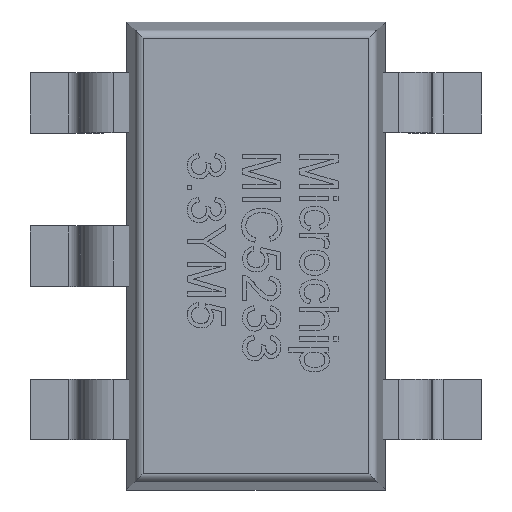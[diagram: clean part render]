
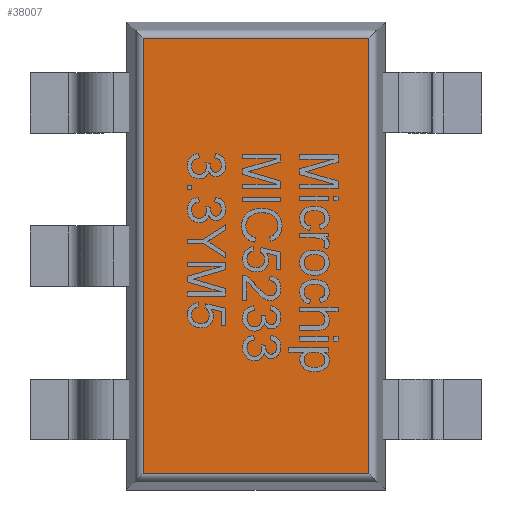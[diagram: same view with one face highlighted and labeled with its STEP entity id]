
A CAD part, top view. The second image highlights one B-rep face of the part: STEP entity #38007.
In plain terms, the highlighted planar face has unit normal (0, 0, 1).
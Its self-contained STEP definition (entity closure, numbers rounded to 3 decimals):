
#37591 = CYLINDRICAL_SURFACE('',#37592,0.05);
#37592 = AXIS2_PLACEMENT_3D('',#37593,#37594,#37595);
#37593 = CARTESIAN_POINT('',(-0.744,1.349,1.4));
#37594 = DIRECTION('',(1.,0.,0.));
#37595 = DIRECTION('',(0.,0.995,0.1));
#37684 = CYLINDRICAL_SURFACE('',#37685,0.05);
#37685 = AXIS2_PLACEMENT_3D('',#37686,#37687,#37688);
#37686 = CARTESIAN_POINT('',(0.699,1.394,1.4));
#37687 = DIRECTION('',(0.,-1.,0.));
#37688 = DIRECTION('',(0.995,0.,0.1));
#37738 = CYLINDRICAL_SURFACE('',#37739,0.05);
#37739 = AXIS2_PLACEMENT_3D('',#37740,#37741,#37742);
#37740 = CARTESIAN_POINT('',(-0.699,-1.394,1.4));
#37741 = DIRECTION('',(0.,1.,0.));
#37742 = DIRECTION('',(-0.995,0.,0.1));
#37754 = VERTEX_POINT('',#37755);
#37755 = CARTESIAN_POINT('',(-0.699,1.349,1.45));
#37789 = EDGE_CURVE('',#37754,#37790,#37792,.T.);
#37790 = VERTEX_POINT('',#37791);
#37791 = CARTESIAN_POINT('',(0.699,1.349,1.45));
#37792 = SURFACE_CURVE('',#37793,(#37797,#37804),.PCURVE_S1.);
#37793 = LINE('',#37794,#37795);
#37794 = CARTESIAN_POINT('',(-0.744,1.349,1.45));
#37795 = VECTOR('',#37796,1.);
#37796 = DIRECTION('',(1.,0.,0.));
#37797 = PCURVE('',#37591,#37798);
#37798 = DEFINITIONAL_REPRESENTATION('',(#37799),#37803);
#37799 = LINE('',#37800,#37801);
#37800 = CARTESIAN_POINT('',(1.471,0.));
#37801 = VECTOR('',#37802,1.);
#37802 = DIRECTION('',(0.,1.));
#37803 = ( GEOMETRIC_REPRESENTATION_CONTEXT(2) 
PARAMETRIC_REPRESENTATION_CONTEXT() REPRESENTATION_CONTEXT('2D SPACE',''
  ) );
#37804 = PCURVE('',#37805,#37810);
#37805 = PLANE('',#37806);
#37806 = AXIS2_PLACEMENT_3D('',#37807,#37808,#37809);
#37807 = CARTESIAN_POINT('',(0.,0.,1.45));
#37808 = DIRECTION('',(0.,0.,-1.));
#37809 = DIRECTION('',(-1.,0.,0.));
#37810 = DEFINITIONAL_REPRESENTATION('',(#37811),#37815);
#37811 = LINE('',#37812,#37813);
#37812 = CARTESIAN_POINT('',(0.744,1.349));
#37813 = VECTOR('',#37814,1.);
#37814 = DIRECTION('',(-1.,0.));
#37815 = ( GEOMETRIC_REPRESENTATION_CONTEXT(2) 
PARAMETRIC_REPRESENTATION_CONTEXT() REPRESENTATION_CONTEXT('2D SPACE',''
  ) );
#37872 = CYLINDRICAL_SURFACE('',#37873,0.05);
#37873 = AXIS2_PLACEMENT_3D('',#37874,#37875,#37876);
#37874 = CARTESIAN_POINT('',(0.744,-1.349,1.4));
#37875 = DIRECTION('',(-1.,0.,0.));
#37876 = DIRECTION('',(0.,0.,1.));
#37888 = EDGE_CURVE('',#37790,#37889,#37891,.T.);
#37889 = VERTEX_POINT('',#37890);
#37890 = CARTESIAN_POINT('',(0.699,-1.349,1.45));
#37891 = SURFACE_CURVE('',#37892,(#37896,#37903),.PCURVE_S1.);
#37892 = LINE('',#37893,#37894);
#37893 = CARTESIAN_POINT('',(0.699,1.394,1.45));
#37894 = VECTOR('',#37895,1.);
#37895 = DIRECTION('',(0.,-1.,0.));
#37896 = PCURVE('',#37684,#37897);
#37897 = DEFINITIONAL_REPRESENTATION('',(#37898),#37902);
#37898 = LINE('',#37899,#37900);
#37899 = CARTESIAN_POINT('',(1.471,0.));
#37900 = VECTOR('',#37901,1.);
#37901 = DIRECTION('',(0.,1.));
#37902 = ( GEOMETRIC_REPRESENTATION_CONTEXT(2) 
PARAMETRIC_REPRESENTATION_CONTEXT() REPRESENTATION_CONTEXT('2D SPACE',''
  ) );
#37903 = PCURVE('',#37805,#37904);
#37904 = DEFINITIONAL_REPRESENTATION('',(#37905),#37909);
#37905 = LINE('',#37906,#37907);
#37906 = CARTESIAN_POINT('',(-0.699,1.394));
#37907 = VECTOR('',#37908,1.);
#37908 = DIRECTION('',(0.,-1.));
#37909 = ( GEOMETRIC_REPRESENTATION_CONTEXT(2) 
PARAMETRIC_REPRESENTATION_CONTEXT() REPRESENTATION_CONTEXT('2D SPACE',''
  ) );
#37950 = VERTEX_POINT('',#37951);
#37951 = CARTESIAN_POINT('',(-0.699,-1.349,1.45));
#37985 = EDGE_CURVE('',#37950,#37754,#37986,.T.);
#37986 = SURFACE_CURVE('',#37987,(#37991,#37998),.PCURVE_S1.);
#37987 = LINE('',#37988,#37989);
#37988 = CARTESIAN_POINT('',(-0.699,-1.394,1.45));
#37989 = VECTOR('',#37990,1.);
#37990 = DIRECTION('',(0.,1.,0.));
#37991 = PCURVE('',#37738,#37992);
#37992 = DEFINITIONAL_REPRESENTATION('',(#37993),#37997);
#37993 = LINE('',#37994,#37995);
#37994 = CARTESIAN_POINT('',(1.471,0.));
#37995 = VECTOR('',#37996,1.);
#37996 = DIRECTION('',(0.,1.));
#37997 = ( GEOMETRIC_REPRESENTATION_CONTEXT(2) 
PARAMETRIC_REPRESENTATION_CONTEXT() REPRESENTATION_CONTEXT('2D SPACE',''
  ) );
#37998 = PCURVE('',#37805,#37999);
#37999 = DEFINITIONAL_REPRESENTATION('',(#38000),#38004);
#38000 = LINE('',#38001,#38002);
#38001 = CARTESIAN_POINT('',(0.699,-1.394));
#38002 = VECTOR('',#38003,1.);
#38003 = DIRECTION('',(0.,1.));
#38004 = ( GEOMETRIC_REPRESENTATION_CONTEXT(2) 
PARAMETRIC_REPRESENTATION_CONTEXT() REPRESENTATION_CONTEXT('2D SPACE',''
  ) );
#38007 = ADVANCED_FACE('',(#38008),#37805,.F.);
#38008 = FACE_BOUND('',#38009,.F.);
#38009 = EDGE_LOOP('',(#38010,#38011,#38012,#38033));
#38010 = ORIENTED_EDGE('',*,*,#37789,.T.);
#38011 = ORIENTED_EDGE('',*,*,#37888,.T.);
#38012 = ORIENTED_EDGE('',*,*,#38013,.T.);
#38013 = EDGE_CURVE('',#37889,#37950,#38014,.T.);
#38014 = SURFACE_CURVE('',#38015,(#38019,#38026),.PCURVE_S1.);
#38015 = LINE('',#38016,#38017);
#38016 = CARTESIAN_POINT('',(0.744,-1.349,1.45));
#38017 = VECTOR('',#38018,1.);
#38018 = DIRECTION('',(-1.,0.,0.));
#38019 = PCURVE('',#37805,#38020);
#38020 = DEFINITIONAL_REPRESENTATION('',(#38021),#38025);
#38021 = LINE('',#38022,#38023);
#38022 = CARTESIAN_POINT('',(-0.744,-1.349));
#38023 = VECTOR('',#38024,1.);
#38024 = DIRECTION('',(1.,0.));
#38025 = ( GEOMETRIC_REPRESENTATION_CONTEXT(2) 
PARAMETRIC_REPRESENTATION_CONTEXT() REPRESENTATION_CONTEXT('2D SPACE',''
  ) );
#38026 = PCURVE('',#37872,#38027);
#38027 = DEFINITIONAL_REPRESENTATION('',(#38028),#38032);
#38028 = LINE('',#38029,#38030);
#38029 = CARTESIAN_POINT('',(0.,0.));
#38030 = VECTOR('',#38031,1.);
#38031 = DIRECTION('',(0.,1.));
#38032 = ( GEOMETRIC_REPRESENTATION_CONTEXT(2) 
PARAMETRIC_REPRESENTATION_CONTEXT() REPRESENTATION_CONTEXT('2D SPACE',''
  ) );
#38033 = ORIENTED_EDGE('',*,*,#37985,.T.);
